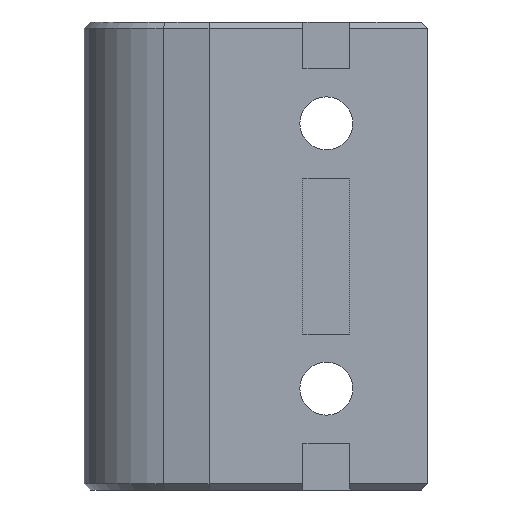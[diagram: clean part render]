
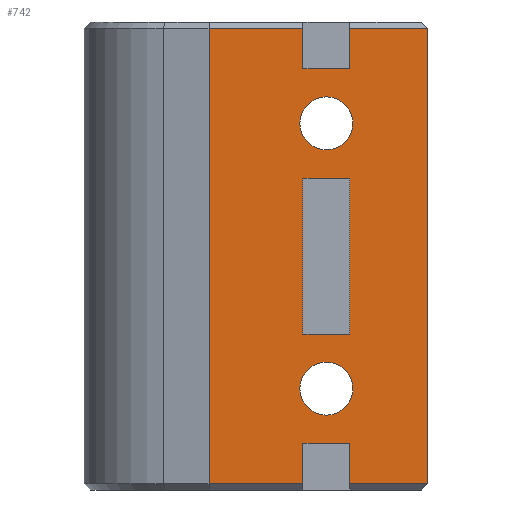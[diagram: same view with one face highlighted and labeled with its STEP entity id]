
A CAD part, left-side view. The second image highlights one B-rep face of the part: STEP entity #742.
In plain terms, the highlighted planar face has unit normal (-1, 0, 0).
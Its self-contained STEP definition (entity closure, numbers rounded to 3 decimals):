
#20=FACE_BOUND('',#115,.T.);
#21=FACE_BOUND('',#116,.T.);
#22=FACE_BOUND('',#117,.T.);
#29=PLANE('',#805);
#66=FACE_OUTER_BOUND('',#114,.T.);
#114=EDGE_LOOP('',(#538,#539,#540,#541,#542,#543,#544,#545,#546,#547,#548,
#549));
#115=EDGE_LOOP('',(#550));
#116=EDGE_LOOP('',(#551));
#117=EDGE_LOOP('',(#552,#553,#554,#555));
#172=LINE('',#1100,#259);
#175=LINE('',#1106,#262);
#176=LINE('',#1108,#263);
#177=LINE('',#1110,#264);
#178=LINE('',#1112,#265);
#179=LINE('',#1114,#266);
#180=LINE('',#1116,#267);
#181=LINE('',#1118,#268);
#182=LINE('',#1120,#269);
#183=LINE('',#1122,#270);
#184=LINE('',#1124,#271);
#185=LINE('',#1125,#272);
#186=LINE('',#1132,#273);
#187=LINE('',#1134,#274);
#188=LINE('',#1136,#275);
#189=LINE('',#1137,#276);
#259=VECTOR('',#882,10.);
#262=VECTOR('',#887,10.);
#263=VECTOR('',#888,10.);
#264=VECTOR('',#889,10.);
#265=VECTOR('',#890,10.);
#266=VECTOR('',#891,10.);
#267=VECTOR('',#892,10.);
#268=VECTOR('',#893,10.);
#269=VECTOR('',#894,10.);
#270=VECTOR('',#895,10.);
#271=VECTOR('',#896,10.);
#272=VECTOR('',#897,10.);
#273=VECTOR('',#902,10.);
#274=VECTOR('',#903,10.);
#275=VECTOR('',#904,10.);
#276=VECTOR('',#905,10.);
#341=CIRCLE('',#806,1.7);
#342=CIRCLE('',#807,1.7);
#363=VERTEX_POINT('',#1097);
#364=VERTEX_POINT('',#1099);
#366=VERTEX_POINT('',#1105);
#367=VERTEX_POINT('',#1107);
#368=VERTEX_POINT('',#1109);
#369=VERTEX_POINT('',#1111);
#370=VERTEX_POINT('',#1113);
#371=VERTEX_POINT('',#1115);
#372=VERTEX_POINT('',#1117);
#373=VERTEX_POINT('',#1119);
#374=VERTEX_POINT('',#1121);
#375=VERTEX_POINT('',#1123);
#376=VERTEX_POINT('',#1126);
#377=VERTEX_POINT('',#1128);
#378=VERTEX_POINT('',#1130);
#379=VERTEX_POINT('',#1131);
#380=VERTEX_POINT('',#1133);
#381=VERTEX_POINT('',#1135);
#429=EDGE_CURVE('',#363,#364,#172,.T.);
#432=EDGE_CURVE('',#366,#363,#175,.T.);
#433=EDGE_CURVE('',#367,#366,#176,.T.);
#434=EDGE_CURVE('',#368,#367,#177,.F.);
#435=EDGE_CURVE('',#368,#369,#178,.T.);
#436=EDGE_CURVE('',#370,#369,#179,.T.);
#437=EDGE_CURVE('',#371,#370,#180,.T.);
#438=EDGE_CURVE('',#371,#372,#181,.T.);
#439=EDGE_CURVE('',#373,#372,#182,.T.);
#440=EDGE_CURVE('',#374,#373,#183,.T.);
#441=EDGE_CURVE('',#375,#374,#184,.T.);
#442=EDGE_CURVE('',#375,#364,#185,.T.);
#443=EDGE_CURVE('',#376,#376,#341,.T.);
#444=EDGE_CURVE('',#377,#377,#342,.T.);
#445=EDGE_CURVE('',#378,#379,#186,.T.);
#446=EDGE_CURVE('',#380,#379,#187,.T.);
#447=EDGE_CURVE('',#381,#380,#188,.T.);
#448=EDGE_CURVE('',#378,#381,#189,.F.);
#538=ORIENTED_EDGE('',*,*,#429,.F.);
#539=ORIENTED_EDGE('',*,*,#432,.F.);
#540=ORIENTED_EDGE('',*,*,#433,.F.);
#541=ORIENTED_EDGE('',*,*,#434,.F.);
#542=ORIENTED_EDGE('',*,*,#435,.T.);
#543=ORIENTED_EDGE('',*,*,#436,.F.);
#544=ORIENTED_EDGE('',*,*,#437,.F.);
#545=ORIENTED_EDGE('',*,*,#438,.T.);
#546=ORIENTED_EDGE('',*,*,#439,.F.);
#547=ORIENTED_EDGE('',*,*,#440,.F.);
#548=ORIENTED_EDGE('',*,*,#441,.F.);
#549=ORIENTED_EDGE('',*,*,#442,.T.);
#550=ORIENTED_EDGE('',*,*,#443,.F.);
#551=ORIENTED_EDGE('',*,*,#444,.F.);
#552=ORIENTED_EDGE('',*,*,#445,.T.);
#553=ORIENTED_EDGE('',*,*,#446,.F.);
#554=ORIENTED_EDGE('',*,*,#447,.F.);
#555=ORIENTED_EDGE('',*,*,#448,.F.);
#742=ADVANCED_FACE('',(#66,#20,#21,#22),#29,.T.);
#805=AXIS2_PLACEMENT_3D('',#1104,#885,#886);
#806=AXIS2_PLACEMENT_3D('',#1127,#898,#899);
#807=AXIS2_PLACEMENT_3D('',#1129,#900,#901);
#882=DIRECTION('',(0.,1.,0.));
#885=DIRECTION('center_axis',(-1.,0.,0.));
#886=DIRECTION('ref_axis',(0.,1.,0.));
#887=DIRECTION('',(0.,0.,-1.));
#888=DIRECTION('',(0.,-1.,0.));
#889=DIRECTION('',(0.,0.,-1.));
#890=DIRECTION('',(0.,1.,0.));
#891=DIRECTION('',(0.,0.,-1.));
#892=DIRECTION('',(0.,-1.,0.));
#893=DIRECTION('',(0.,0.,-1.));
#894=DIRECTION('',(0.,1.,0.));
#895=DIRECTION('',(0.,0.,-1.));
#896=DIRECTION('',(0.,1.,0.));
#897=DIRECTION('',(0.,0.,-1.));
#898=DIRECTION('center_axis',(-1.,0.,0.));
#899=DIRECTION('ref_axis',(0.,1.,0.));
#900=DIRECTION('center_axis',(-1.,0.,0.));
#901=DIRECTION('ref_axis',(0.,1.,0.));
#902=DIRECTION('',(0.,1.,0.));
#903=DIRECTION('',(0.,0.,-1.));
#904=DIRECTION('',(0.,1.,0.));
#905=DIRECTION('',(0.,0.,-1.));
#1097=CARTESIAN_POINT('',(30.185,25.52,30.4));
#1099=CARTESIAN_POINT('',(30.185,30.52,30.4));
#1100=CARTESIAN_POINT('',(30.185,33.275,30.4));
#1104=CARTESIAN_POINT('Origin',(30.185,28.52,60.));
#1105=CARTESIAN_POINT('',(30.185,25.52,59.6));
#1106=CARTESIAN_POINT('',(30.185,25.52,56.263));
#1107=CARTESIAN_POINT('',(30.185,30.52,59.6));
#1108=CARTESIAN_POINT('',(30.185,33.275,59.6));
#1109=CARTESIAN_POINT('',(30.185,30.52,57.));
#1110=CARTESIAN_POINT('',(30.185,30.52,56.263));
#1111=CARTESIAN_POINT('',(30.185,33.52,57.));
#1112=CARTESIAN_POINT('',(30.185,28.52,57.));
#1113=CARTESIAN_POINT('',(30.185,33.52,59.6));
#1114=CARTESIAN_POINT('',(30.185,33.52,60.));
#1115=CARTESIAN_POINT('',(30.185,39.54,59.6));
#1116=CARTESIAN_POINT('',(30.185,33.275,59.6));
#1117=CARTESIAN_POINT('',(30.185,39.54,30.4));
#1118=CARTESIAN_POINT('',(30.185,39.54,60.));
#1119=CARTESIAN_POINT('',(30.185,33.52,30.4));
#1120=CARTESIAN_POINT('',(30.185,33.275,30.4));
#1121=CARTESIAN_POINT('',(30.185,33.52,33.));
#1122=CARTESIAN_POINT('',(30.185,33.52,60.));
#1123=CARTESIAN_POINT('',(30.185,30.52,33.));
#1124=CARTESIAN_POINT('',(30.185,28.52,33.));
#1125=CARTESIAN_POINT('',(30.185,30.52,56.263));
#1126=CARTESIAN_POINT('',(30.185,30.32,53.5));
#1127=CARTESIAN_POINT('Origin',(30.185,32.02,53.5));
#1128=CARTESIAN_POINT('',(30.185,30.32,36.5));
#1129=CARTESIAN_POINT('Origin',(30.185,32.02,36.5));
#1130=CARTESIAN_POINT('',(30.185,30.52,40.));
#1131=CARTESIAN_POINT('',(30.185,33.52,40.));
#1132=CARTESIAN_POINT('',(30.185,28.52,40.));
#1133=CARTESIAN_POINT('',(30.185,33.52,50.));
#1134=CARTESIAN_POINT('',(30.185,33.52,60.));
#1135=CARTESIAN_POINT('',(30.185,30.52,50.));
#1136=CARTESIAN_POINT('',(30.185,28.52,50.));
#1137=CARTESIAN_POINT('',(30.185,30.52,56.263));
